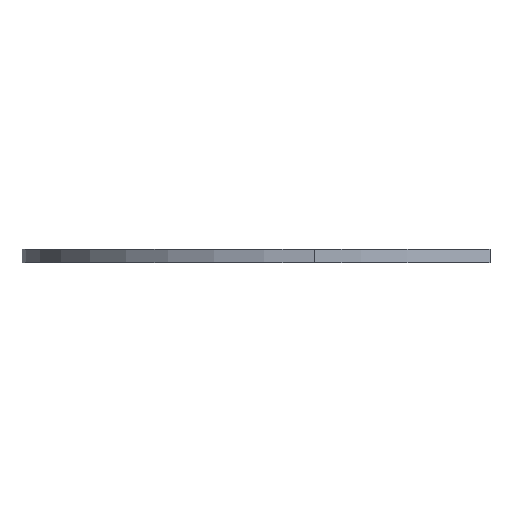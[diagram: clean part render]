
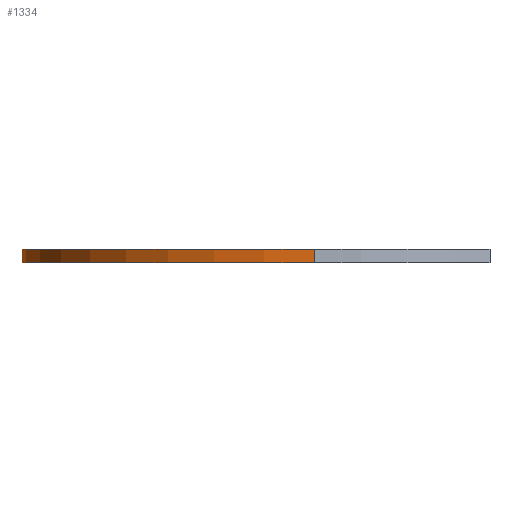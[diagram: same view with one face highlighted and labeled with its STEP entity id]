
A CAD part, left-side view. The second image highlights one B-rep face of the part: STEP entity #1334.
In plain terms, the highlighted cylindrical face has radius 32 mm (diameter 64 mm), a partial arc.
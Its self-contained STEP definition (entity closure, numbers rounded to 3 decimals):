
#3 = LINE ( 'NONE', #443, #675 ) ;
#11 = CIRCLE ( 'NONE', #250, 32. ) ;
#79 = DIRECTION ( 'NONE',  ( 1., 0., 0. ) ) ;
#106 = CARTESIAN_POINT ( 'NONE',  ( 32., 0., 0. ) ) ;
#139 = EDGE_CURVE ( 'NONE', #1173, #1190, #3, .T. ) ;
#140 = CARTESIAN_POINT ( 'NONE',  ( 0., 0., 0. ) ) ;
#222 = DIRECTION ( 'NONE',  ( 0., 0., 1. ) ) ;
#250 = AXIS2_PLACEMENT_3D ( 'NONE', #140, #222, #1171 ) ;
#291 = AXIS2_PLACEMENT_3D ( 'NONE', #1204, #381, #394 ) ;
#381 = DIRECTION ( 'NONE',  ( 0., 0., -1. ) ) ;
#394 = DIRECTION ( 'NONE',  ( -1., 0., 0. ) ) ;
#418 = EDGE_CURVE ( 'NONE', #757, #1173, #430, .T. ) ;
#430 = CIRCLE ( 'NONE', #1139, 32. ) ;
#443 = CARTESIAN_POINT ( 'NONE',  ( -32., 0., 1.5 ) ) ;
#521 = LINE ( 'NONE', #1022, #884 ) ;
#548 = DIRECTION ( 'NONE',  ( 0., 0., -1. ) ) ;
#658 = CARTESIAN_POINT ( 'NONE',  ( -32., 0., 0. ) ) ;
#675 = VECTOR ( 'NONE', #548, 1000. ) ;
#757 = VERTEX_POINT ( 'NONE', #1113 ) ;
#807 = CYLINDRICAL_SURFACE ( 'NONE', #291, 32. ) ;
#875 = EDGE_LOOP ( 'NONE', ( #1342, #1062, #1152, #937 ) ) ;
#884 = VECTOR ( 'NONE', #920, 1000. ) ;
#914 = DIRECTION ( 'NONE',  ( 0., 0., 1. ) ) ;
#920 = DIRECTION ( 'NONE',  ( 0., 0., -1. ) ) ;
#937 = ORIENTED_EDGE ( 'NONE', *, *, #139, .F. ) ;
#1022 = CARTESIAN_POINT ( 'NONE',  ( 32., 0., 1.5 ) ) ;
#1062 = ORIENTED_EDGE ( 'NONE', *, *, #1165, .T. ) ;
#1113 = CARTESIAN_POINT ( 'NONE',  ( 32., 0., 1.5 ) ) ;
#1139 = AXIS2_PLACEMENT_3D ( 'NONE', #1229, #914, #79 ) ;
#1152 = ORIENTED_EDGE ( 'NONE', *, *, #1185, .T. ) ;
#1161 = VERTEX_POINT ( 'NONE', #106 ) ;
#1165 = EDGE_CURVE ( 'NONE', #757, #1161, #521, .T. ) ;
#1171 = DIRECTION ( 'NONE',  ( 1., 0., 0. ) ) ;
#1173 = VERTEX_POINT ( 'NONE', #1346 ) ;
#1185 = EDGE_CURVE ( 'NONE', #1161, #1190, #11, .T. ) ;
#1190 = VERTEX_POINT ( 'NONE', #658 ) ;
#1204 = CARTESIAN_POINT ( 'NONE',  ( 0., 0., 1.5 ) ) ;
#1229 = CARTESIAN_POINT ( 'NONE',  ( 0., 0., 1.5 ) ) ;
#1320 = FACE_OUTER_BOUND ( 'NONE', #875, .T. ) ;
#1334 = ADVANCED_FACE ( 'NONE', ( #1320 ), #807, .T. ) ;
#1342 = ORIENTED_EDGE ( 'NONE', *, *, #418, .F. ) ;
#1346 = CARTESIAN_POINT ( 'NONE',  ( -32., 0., 1.5 ) ) ;
